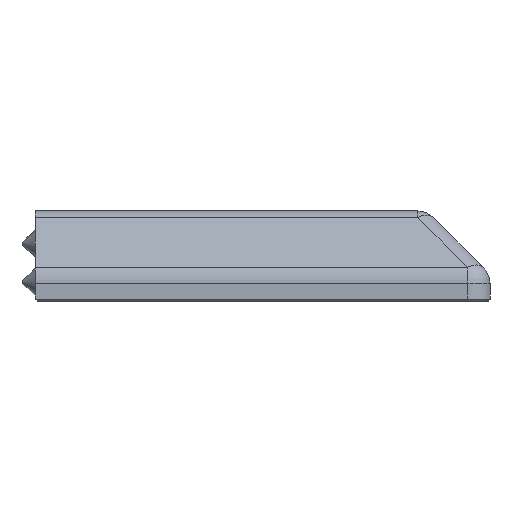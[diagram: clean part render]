
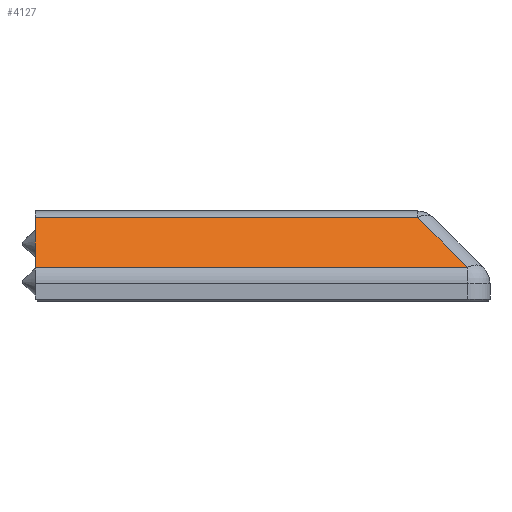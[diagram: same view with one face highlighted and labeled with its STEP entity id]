
A CAD part, front view. The second image highlights one B-rep face of the part: STEP entity #4127.
In plain terms, the highlighted planar face has unit normal (0, -0.707, 0.707).
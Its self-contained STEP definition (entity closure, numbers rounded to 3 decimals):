
#191=PLANE('',#4473);
#354=FACE_OUTER_BOUND('',#630,.T.);
#630=EDGE_LOOP('',(#3194,#3195,#3196,#3197));
#917=LINE('',#6406,#1299);
#920=LINE('',#6416,#1302);
#921=LINE('',#6420,#1303);
#924=LINE('',#6426,#1306);
#1299=VECTOR('',#5055,10.);
#1302=VECTOR('',#5068,10.);
#1303=VECTOR('',#5073,10.);
#1306=VECTOR('',#5082,10.);
#1907=VERTEX_POINT('',#6394);
#1910=VERTEX_POINT('',#6404);
#1912=VERTEX_POINT('',#6411);
#1913=VERTEX_POINT('',#6418);
#2318=EDGE_CURVE('',#1910,#1907,#917,.T.);
#2324=EDGE_CURVE('',#1907,#1912,#920,.T.);
#2326=EDGE_CURVE('',#1912,#1913,#921,.T.);
#2329=EDGE_CURVE('',#1910,#1913,#924,.T.);
#3194=ORIENTED_EDGE('',*,*,#2318,.F.);
#3195=ORIENTED_EDGE('',*,*,#2329,.T.);
#3196=ORIENTED_EDGE('',*,*,#2326,.F.);
#3197=ORIENTED_EDGE('',*,*,#2324,.F.);
#4127=ADVANCED_FACE('',(#354),#191,.F.);
#4473=AXIS2_PLACEMENT_3D('',#6575,#5248,#5249);
#5055=DIRECTION('',(1.,0.,0.));
#5068=DIRECTION('',(0.577,-0.577,-0.577));
#5073=DIRECTION('',(-1.,0.,0.));
#5082=DIRECTION('',(0.,-0.707,-0.707));
#5248=DIRECTION('center_axis',(0.,0.707,-0.707));
#5249=DIRECTION('ref_axis',(0.,0.707,0.707));
#6394=CARTESIAN_POINT('',(149.929,-153.464,18.536));
#6404=CARTESIAN_POINT('',(65.,-153.464,18.536));
#6406=CARTESIAN_POINT('',(108.5,-153.464,18.536));
#6411=CARTESIAN_POINT('',(161.,-164.536,7.464));
#6416=CARTESIAN_POINT('',(129.976,-133.512,38.488));
#6418=CARTESIAN_POINT('',(65.,-164.536,7.464));
#6420=CARTESIAN_POINT('',(65.,-164.536,7.464));
#6426=CARTESIAN_POINT('',(65.,-152.,20.));
#6575=CARTESIAN_POINT('Origin',(65.,-166.,6.));
